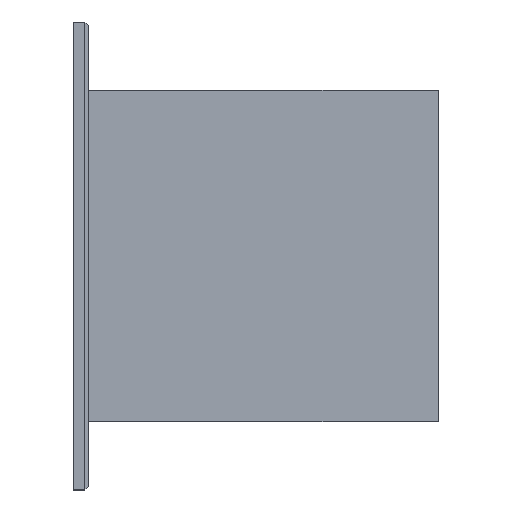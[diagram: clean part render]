
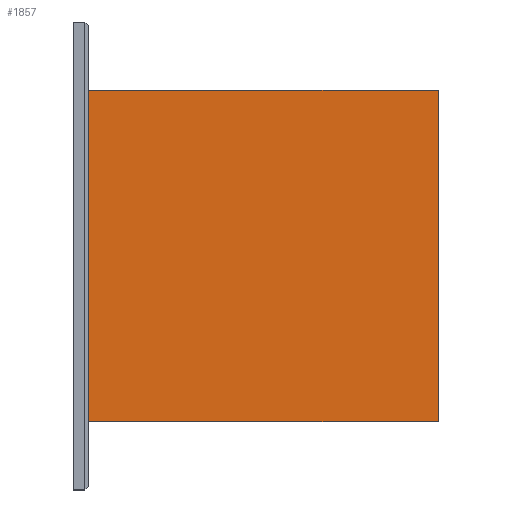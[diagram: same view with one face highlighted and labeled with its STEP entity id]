
A CAD part, top view. The second image highlights one B-rep face of the part: STEP entity #1857.
In plain terms, the highlighted planar face has unit normal (0, 0, 1).
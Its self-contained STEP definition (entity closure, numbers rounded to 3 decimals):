
#213=FACE_OUTER_BOUND('',#339,.T.);
#339=EDGE_LOOP('',(#1609,#1610,#1611,#1612));
#529=LINE('',#3023,#733);
#530=LINE('',#3025,#734);
#531=LINE('',#3027,#735);
#532=LINE('',#3028,#736);
#733=VECTOR('',#2497,10.);
#734=VECTOR('',#2498,10.);
#735=VECTOR('',#2499,10.);
#736=VECTOR('',#2500,10.);
#909=VERTEX_POINT('',#3021);
#910=VERTEX_POINT('',#3022);
#911=VERTEX_POINT('',#3024);
#912=VERTEX_POINT('',#3026);
#1147=EDGE_CURVE('',#909,#910,#529,.T.);
#1148=EDGE_CURVE('',#910,#911,#530,.T.);
#1149=EDGE_CURVE('',#911,#912,#531,.T.);
#1150=EDGE_CURVE('',#912,#909,#532,.T.);
#1609=ORIENTED_EDGE('',*,*,#1147,.T.);
#1610=ORIENTED_EDGE('',*,*,#1148,.T.);
#1611=ORIENTED_EDGE('',*,*,#1149,.T.);
#1612=ORIENTED_EDGE('',*,*,#1150,.T.);
#1757=PLANE('',#2033);
#1857=ADVANCED_FACE('',(#213),#1757,.T.);
#2033=AXIS2_PLACEMENT_3D('',#3020,#2495,#2496);
#2495=DIRECTION('center_axis',(0.,0.,1.));
#2496=DIRECTION('ref_axis',(1.,0.,0.));
#2497=DIRECTION('',(0.,1.,0.));
#2498=DIRECTION('',(-1.,0.,0.));
#2499=DIRECTION('',(0.,-1.,0.));
#2500=DIRECTION('',(1.,0.,0.));
#3020=CARTESIAN_POINT('Origin',(95.,90.,52.));
#3021=CARTESIAN_POINT('',(190.,0.,52.));
#3022=CARTESIAN_POINT('',(190.,180.,52.));
#3023=CARTESIAN_POINT('',(190.,0.,52.));
#3024=CARTESIAN_POINT('',(0.,180.,52.));
#3025=CARTESIAN_POINT('',(190.,180.,52.));
#3026=CARTESIAN_POINT('',(0.,0.,52.));
#3027=CARTESIAN_POINT('',(0.,180.,52.));
#3028=CARTESIAN_POINT('',(0.,0.,52.));
